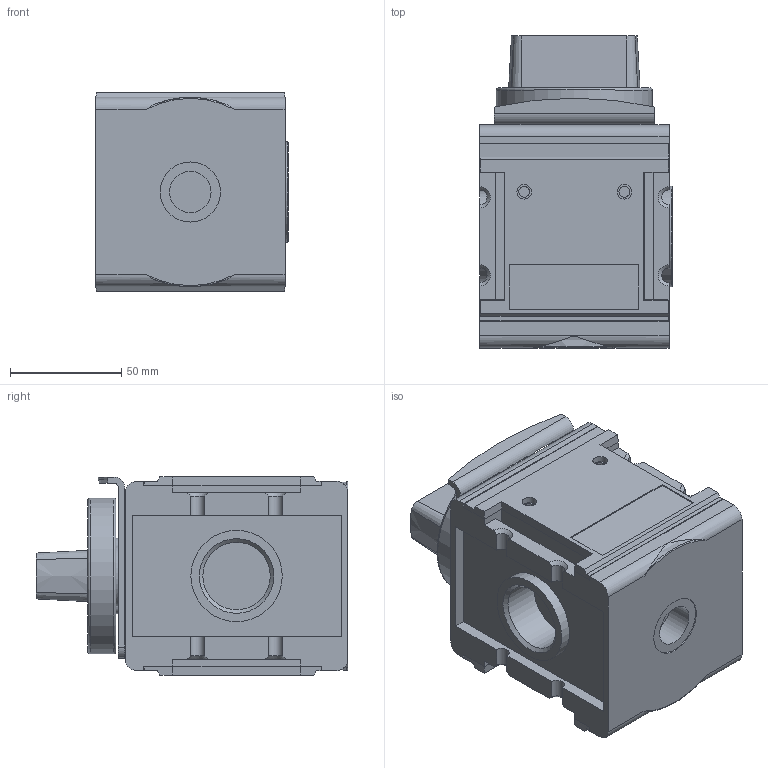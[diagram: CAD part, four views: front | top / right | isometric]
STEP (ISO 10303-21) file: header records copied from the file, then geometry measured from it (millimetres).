
FILE_DESCRIPTION( ( 'STEP AP203' ), ' ' );
FILE_NAME( '9.4045.000.stp', '2017-04-11T08:03:38', ( '' ), ( '' ), ' ', 'PARTsolutions', ' ' );
FILE_SCHEMA( ( 'CONFIG_CONTROL_DESIGN' ) );
Length unit declared in the file: millimetre
Products named in the file (2): 9.4045.000; _K.45-P1
Assembly tree (1 placements, depth 2):
  9.4045.000
    _K.45-P1
Bounding box: 86.5 x 140 x 89 mm (x, y, z)
Volume: 742623.8 mm3; surface area: 88863.3 mm2
Topology: 1 solids, 1 shells, 305 faces, 783 edges, 511 vertices
Faces by surface type: plane 210, cylinder 68, cone 18, torus 9
Full cylindrical faces by diameter (mm): 4.917 x4, 6.5 x4, 8.5 x4, 10 x4, 18.631 x1, 27 x1, 30.291 x2, 36.2 x1, 41 x2, 45 x1, 70 x1
Entity records: 9155 total; most frequent: CARTESIAN_POINT 1626, DIRECTION 1536, ORIENTED_EDGE 1494, EDGE_CURVE 747, LINE 552, VECTOR 552, VERTEX_POINT 510, AXIS2_PLACEMENT_3D 492
